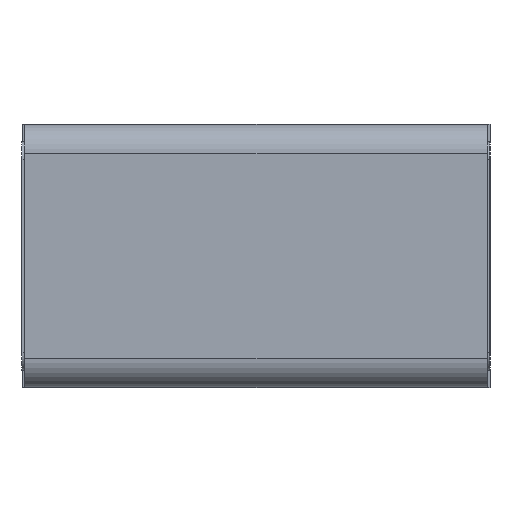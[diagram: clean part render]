
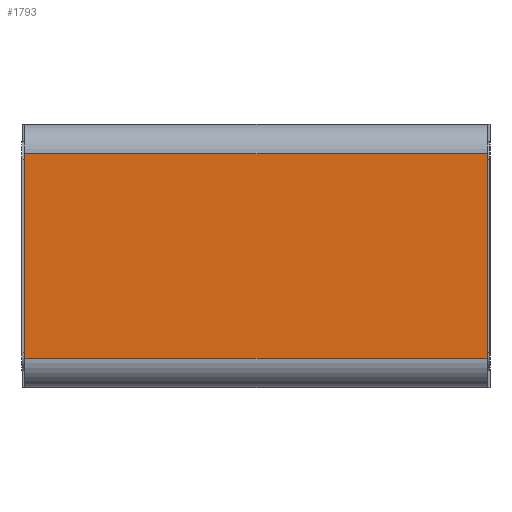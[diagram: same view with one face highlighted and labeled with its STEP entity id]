
A CAD part, left-side view. The second image highlights one B-rep face of the part: STEP entity #1793.
In plain terms, the highlighted planar face has unit normal (-1, 0, 0).
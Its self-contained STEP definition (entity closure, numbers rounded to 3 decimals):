
#676=DIRECTION('',(0.,0.,1.));
#677=VECTOR('',#676,0.35);
#678=CARTESIAN_POINT('',(-0.775,0.395,-0.175));
#679=LINE('',#678,#677);
#820=DIRECTION('',(0.,0.,1.));
#821=VECTOR('',#820,0.35);
#822=CARTESIAN_POINT('',(-0.775,-0.395,-0.175));
#823=LINE('',#822,#821);
#956=DIRECTION('',(0.,-1.,0.));
#957=VECTOR('',#956,0.79);
#958=CARTESIAN_POINT('',(-0.775,0.395,-0.175));
#959=LINE('',#958,#957);
#963=DIRECTION('',(0.,-1.,0.));
#964=VECTOR('',#963,0.79);
#965=CARTESIAN_POINT('',(-0.775,0.395,0.175));
#966=LINE('',#965,#964);
#1128=CARTESIAN_POINT('',(-0.775,-0.395,-0.175));
#1130=VERTEX_POINT('',#1128);
#1134=CARTESIAN_POINT('',(-0.775,0.395,-0.175));
#1135=VERTEX_POINT('',#1134);
#1137=CARTESIAN_POINT('',(-0.775,-0.395,0.175));
#1139=VERTEX_POINT('',#1137);
#1140=CARTESIAN_POINT('',(-0.775,0.395,0.175));
#1141=VERTEX_POINT('',#1140);
#1781=CARTESIAN_POINT('',(-0.775,-0.395,-0.225));
#1782=DIRECTION('',(-1.,0.,0.));
#1783=DIRECTION('',(0.,0.,1.));
#1784=AXIS2_PLACEMENT_3D('',#1781,#1782,#1783);
#1785=PLANE('',#1784);
#1786=ORIENTED_EDGE('',*,*,#1776,.F.);
#1787=ORIENTED_EDGE('',*,*,#1511,.T.);
#1789=ORIENTED_EDGE('',*,*,#1788,.T.);
#1790=ORIENTED_EDGE('',*,*,#1598,.F.);
#1791=EDGE_LOOP('',(#1786,#1787,#1789,#1790));
#1792=FACE_OUTER_BOUND('',#1791,.F.);
#1511=EDGE_CURVE('',#1135,#1141,#679,.T.);
#1598=EDGE_CURVE('',#1130,#1139,#823,.T.);
#1776=EDGE_CURVE('',#1135,#1130,#959,.T.);
#1788=EDGE_CURVE('',#1141,#1139,#966,.T.);
#1793=ADVANCED_FACE('',(#1792),#1785,.T.);
